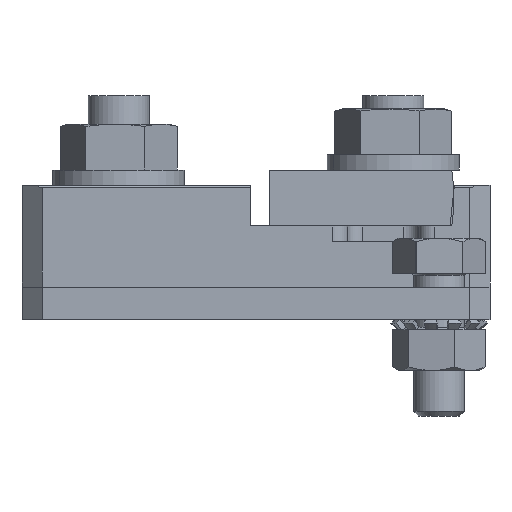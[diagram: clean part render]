
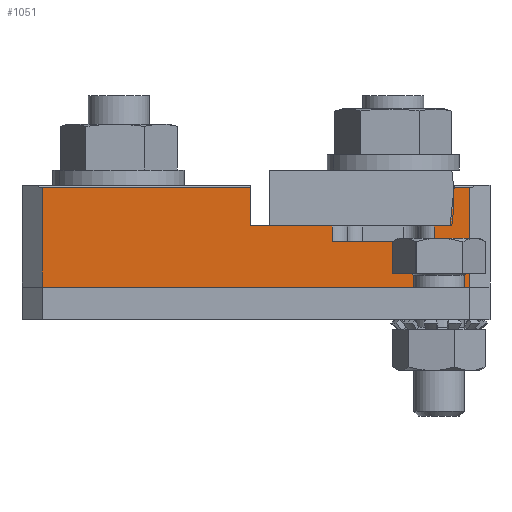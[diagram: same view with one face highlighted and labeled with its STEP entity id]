
A CAD part, front view. The second image highlights one B-rep face of the part: STEP entity #1051.
In plain terms, the highlighted planar face has unit normal (0, -1, 0).
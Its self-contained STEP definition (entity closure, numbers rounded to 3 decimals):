
#48 = LINE ( 'NONE', #736, #4830 ) ;
#57 = DIRECTION ( 'NONE',  ( 0., 0., -1. ) ) ;
#124 = ORIENTED_EDGE ( 'NONE', *, *, #6420, .F. ) ;
#172 = ORIENTED_EDGE ( 'NONE', *, *, #1616, .F. ) ;
#457 = ORIENTED_EDGE ( 'NONE', *, *, #6060, .T. ) ;
#547 = VERTEX_POINT ( 'NONE', #4095 ) ;
#580 = CARTESIAN_POINT ( 'NONE',  ( 46., 0., 0. ) ) ;
#612 = VECTOR ( 'NONE', #5569, 1000. ) ;
#640 = VECTOR ( 'NONE', #3072, 1000. ) ;
#656 = LINE ( 'NONE', #3127, #612 ) ;
#710 = ORIENTED_EDGE ( 'NONE', *, *, #2672, .T. ) ;
#736 = CARTESIAN_POINT ( 'NONE',  ( 46., 0., -10. ) ) ;
#1010 = VERTEX_POINT ( 'NONE', #3487 ) ;
#1037 = ORIENTED_EDGE ( 'NONE', *, *, #4812, .F. ) ;
#1051 = ADVANCED_FACE ( 'NONE', ( #3605 ), #7897, .F. ) ;
#1075 = VERTEX_POINT ( 'NONE', #2627 ) ;
#1099 = LINE ( 'NONE', #6009, #7730 ) ;
#1104 = ORIENTED_EDGE ( 'NONE', *, *, #2815, .F. ) ;
#1140 = VERTEX_POINT ( 'NONE', #1373 ) ;
#1234 = VERTEX_POINT ( 'NONE', #5873 ) ;
#1304 = ORIENTED_EDGE ( 'NONE', *, *, #5276, .T. ) ;
#1373 = CARTESIAN_POINT ( 'NONE',  ( 40.5, 0., -5.5 ) ) ;
#1403 = EDGE_CURVE ( 'NONE', #5073, #1075, #1892, .T. ) ;
#1534 = VECTOR ( 'NONE', #6899, 1000. ) ;
#1572 = VECTOR ( 'NONE', #7066, 1000. ) ;
#1616 = EDGE_CURVE ( 'NONE', #547, #1140, #5192, .T. ) ;
#1703 = CARTESIAN_POINT ( 'NONE',  ( 42.076, 0., -4. ) ) ;
#1725 = CARTESIAN_POINT ( 'NONE',  ( 46., 0., -0.25 ) ) ;
#1809 = EDGE_CURVE ( 'NONE', #1075, #1942, #4333, .T. ) ;
#1892 = LINE ( 'NONE', #6143, #7842 ) ;
#1942 = VERTEX_POINT ( 'NONE', #2801 ) ;
#1961 = DIRECTION ( 'NONE',  ( -1., 0., 0. ) ) ;
#2041 = CARTESIAN_POINT ( 'NONE',  ( 22.5, 0., -0.25 ) ) ;
#2171 = VECTOR ( 'NONE', #57, 1000. ) ;
#2280 = LINE ( 'NONE', #1725, #4733 ) ;
#2486 = CARTESIAN_POINT ( 'NONE',  ( 44., 0., -10. ) ) ;
#2497 = ORIENTED_EDGE ( 'NONE', *, *, #1403, .T. ) ;
#2582 = DIRECTION ( 'NONE',  ( 0., 1., 0. ) ) ;
#2627 = CARTESIAN_POINT ( 'NONE',  ( 2., 0., -0.25 ) ) ;
#2672 = EDGE_CURVE ( 'NONE', #1234, #6733, #2280, .T. ) ;
#2793 = EDGE_CURVE ( 'NONE', #4484, #6733, #656, .T. ) ;
#2801 = CARTESIAN_POINT ( 'NONE',  ( 2., 0., -10. ) ) ;
#2807 = LINE ( 'NONE', #7660, #7350 ) ;
#2815 = EDGE_CURVE ( 'NONE', #7843, #1942, #48, .T. ) ;
#3072 = DIRECTION ( 'NONE',  ( 0., 0., 1. ) ) ;
#3127 = CARTESIAN_POINT ( 'NONE',  ( 42.5, 0., 0. ) ) ;
#3168 = CARTESIAN_POINT ( 'NONE',  ( 2., 0., -10. ) ) ;
#3205 = EDGE_CURVE ( 'NONE', #5073, #3280, #5096, .T. ) ;
#3217 = DIRECTION ( 'NONE',  ( -1., 0., 0. ) ) ;
#3280 = VERTEX_POINT ( 'NONE', #4493 ) ;
#3363 = VECTOR ( 'NONE', #4868, 1000. ) ;
#3487 = CARTESIAN_POINT ( 'NONE',  ( 40.5, 0., -4. ) ) ;
#3605 = FACE_OUTER_BOUND ( 'NONE', #6317, .T. ) ;
#3811 = CARTESIAN_POINT ( 'NONE',  ( 22.5, 0., -4. ) ) ;
#3897 = CARTESIAN_POINT ( 'NONE',  ( 30.5, 0., -4. ) ) ;
#3948 = EDGE_CURVE ( 'NONE', #7843, #1234, #7849, .T. ) ;
#4018 = ORIENTED_EDGE ( 'NONE', *, *, #3205, .F. ) ;
#4095 = CARTESIAN_POINT ( 'NONE',  ( 30.5, 0., -5.5 ) ) ;
#4151 = CARTESIAN_POINT ( 'NONE',  ( 30.5, 0., 0. ) ) ;
#4333 = LINE ( 'NONE', #3168, #2171 ) ;
#4484 = VERTEX_POINT ( 'NONE', #5079 ) ;
#4493 = CARTESIAN_POINT ( 'NONE',  ( 22.5, 0., -4. ) ) ;
#4623 = CARTESIAN_POINT ( 'NONE',  ( 32., 0., -5.5 ) ) ;
#4733 = VECTOR ( 'NONE', #6612, 1000. ) ;
#4758 = LINE ( 'NONE', #4151, #6978 ) ;
#4809 = CARTESIAN_POINT ( 'NONE',  ( 44., 0., 0. ) ) ;
#4812 = EDGE_CURVE ( 'NONE', #1010, #4484, #6079, .T. ) ;
#4830 = VECTOR ( 'NONE', #1961, 1000. ) ;
#4868 = DIRECTION ( 'NONE',  ( 1., 0., 0. ) ) ;
#5073 = VERTEX_POINT ( 'NONE', #2041 ) ;
#5079 = CARTESIAN_POINT ( 'NONE',  ( 42.076, 0., -4. ) ) ;
#5096 = LINE ( 'NONE', #3811, #1534 ) ;
#5192 = LINE ( 'NONE', #4623, #1572 ) ;
#5205 = ORIENTED_EDGE ( 'NONE', *, *, #2793, .F. ) ;
#5235 = ORIENTED_EDGE ( 'NONE', *, *, #3948, .T. ) ;
#5276 = EDGE_CURVE ( 'NONE', #1010, #1140, #1099, .T. ) ;
#5410 = AXIS2_PLACEMENT_3D ( 'NONE', #580, #2582, #6307 ) ;
#5569 = DIRECTION ( 'NONE',  ( 0.105, 0., 0.994 ) ) ;
#5873 = CARTESIAN_POINT ( 'NONE',  ( 44., 0., -0.25 ) ) ;
#5976 = DIRECTION ( 'NONE',  ( 0., 0., -1. ) ) ;
#6009 = CARTESIAN_POINT ( 'NONE',  ( 40.5, 0., 0. ) ) ;
#6060 = EDGE_CURVE ( 'NONE', #547, #6997, #4758, .T. ) ;
#6079 = LINE ( 'NONE', #1703, #3363 ) ;
#6143 = CARTESIAN_POINT ( 'NONE',  ( 46., 0., -0.25 ) ) ;
#6244 = CARTESIAN_POINT ( 'NONE',  ( 42.473, 0., -0.25 ) ) ;
#6307 = DIRECTION ( 'NONE',  ( 0., 0., 1. ) ) ;
#6317 = EDGE_LOOP ( 'NONE', ( #1037, #1304, #172, #457, #124, #4018, #2497, #7535, #1104, #5235, #710, #5205 ) ) ;
#6420 = EDGE_CURVE ( 'NONE', #3280, #6997, #2807, .T. ) ;
#6472 = DIRECTION ( 'NONE',  ( 0., 0., 1. ) ) ;
#6527 = DIRECTION ( 'NONE',  ( 1., 0., 0. ) ) ;
#6612 = DIRECTION ( 'NONE',  ( -1., 0., 0. ) ) ;
#6733 = VERTEX_POINT ( 'NONE', #6244 ) ;
#6899 = DIRECTION ( 'NONE',  ( 0., 0., -1. ) ) ;
#6978 = VECTOR ( 'NONE', #6472, 1000. ) ;
#6997 = VERTEX_POINT ( 'NONE', #3897 ) ;
#7066 = DIRECTION ( 'NONE',  ( 1., 0., 0. ) ) ;
#7350 = VECTOR ( 'NONE', #6527, 1000. ) ;
#7535 = ORIENTED_EDGE ( 'NONE', *, *, #1809, .T. ) ;
#7660 = CARTESIAN_POINT ( 'NONE',  ( 42.076, 0., -4. ) ) ;
#7730 = VECTOR ( 'NONE', #5976, 1000. ) ;
#7842 = VECTOR ( 'NONE', #3217, 1000. ) ;
#7843 = VERTEX_POINT ( 'NONE', #2486 ) ;
#7849 = LINE ( 'NONE', #4809, #640 ) ;
#7897 = PLANE ( 'NONE',  #5410 ) ;
